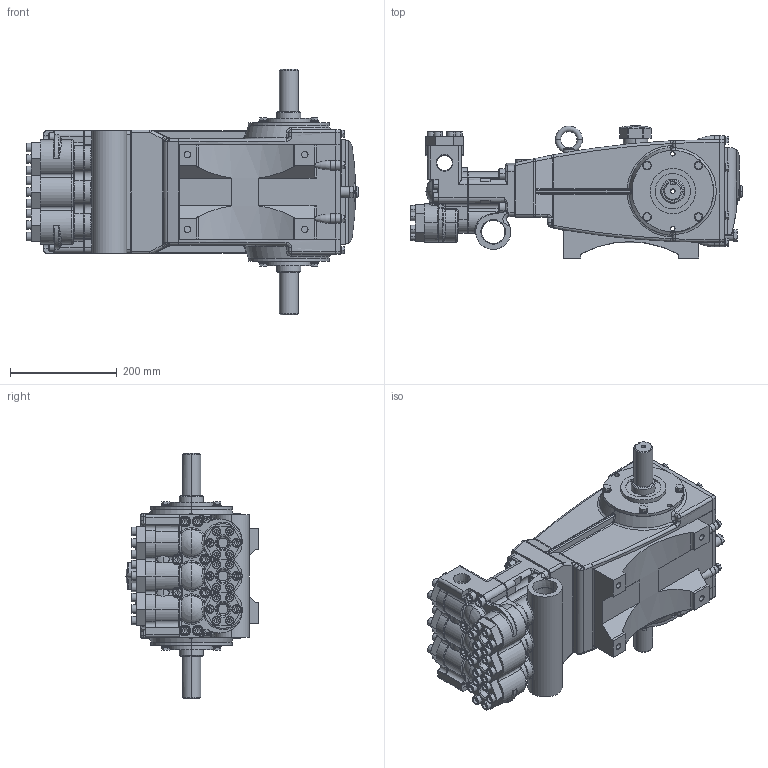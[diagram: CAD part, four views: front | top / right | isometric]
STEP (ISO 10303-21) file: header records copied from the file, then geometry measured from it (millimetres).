
FILE_DESCRIPTION (( 'STEP AP203' ), '1' );
FILE_NAME ('3517.STEP', '2009-12-08T18:44:46', ( 'Eric Peterson' ), ( 'DDC' ), 'SwSTEP 2.0', 'SolidWorks 2009', '' );
FILE_SCHEMA (( 'CONFIG_CONTROL_DESIGN' ));
Length unit declared in the file: millimetre
Products named in the file (1): 3517
Bounding box: 621.23 x 247.5 x 459.99 mm (x, y, z)
Surface area: 927373.5 mm2 (no closed solid volume)
Topology: 0 solids, 78 shells, 1874 faces, 5682 edges, 3558 vertices
Faces by surface type: plane 789, cylinder 560, cone 204, torus 198, bspline 94, sphere 29
Entity records: 72228 total; most frequent: CARTESIAN_POINT 22416, DIRECTION 10838, ORIENTED_EDGE 9450, EDGE_CURVE 5577, AXIS2_PLACEMENT_3D 3965, VERTEX_POINT 3558, LINE 2908, VECTOR 2908
